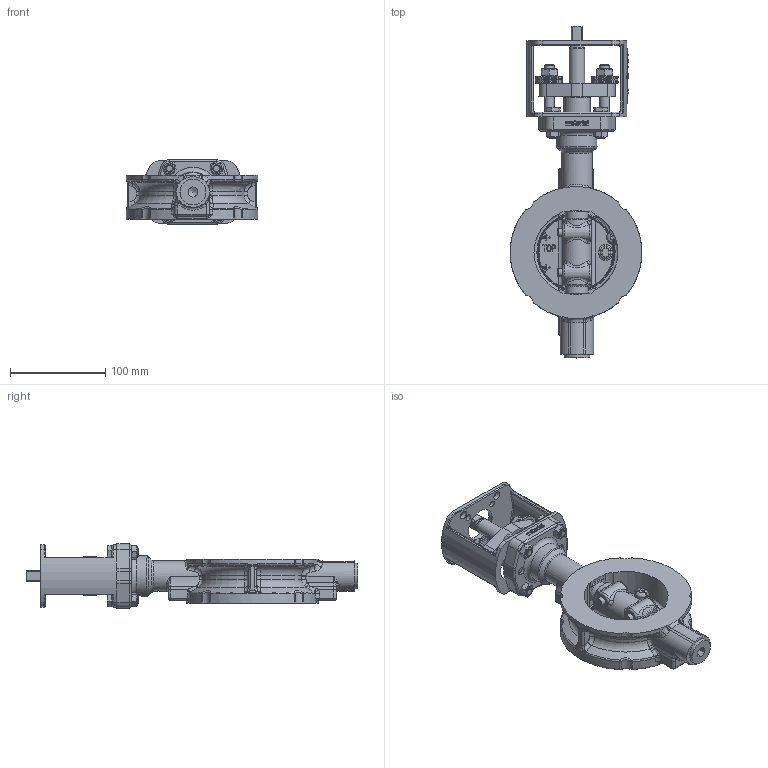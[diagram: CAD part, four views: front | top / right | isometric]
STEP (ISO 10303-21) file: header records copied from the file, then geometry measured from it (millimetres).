
FILE_DESCRIPTION(/* description */ (''),/* implementation_level */ '2;1');
FILE_NAME(/* name */ 'HP111 DN80 PN10-40.stp',/* time_stamp */ '2016-10-24T13:22:36+02:00',/* author */ ('Hellwig'),/* organization */ (''),/* preprocessor_version */ 'ST-DEVELOPER v15.6',/* originating_system */ 'Autodesk Inventor 2015',/* authorisation */ '');
FILE_SCHEMA (('AUTOMOTIVE_DESIGN { 1 0 10303 214 3 1 1 }'));
Length unit declared in the file: centimetre
Products named in the file (1): M39854
Bounding box: 138 x 347.7 x 68.5 mm (x, y, z)
Volume: 7363 mm3; surface area: 237670.6 mm2
Topology: 23 solids, 25 shells, 1971 faces, 4917 edges, 3056 vertices
Faces by surface type: plane 643, bspline 574, cylinder 426, torus 158, cone 154, sphere 16
Full cylindrical faces by diameter (mm): 4.134 x6, 5 x2, 5.5 x2, 6.6 x8, 7.323 x4, 8 x10, 8.1 x2, 8.376 x2, 8.5 x2, 9 x8, 9.2 x2, 10 x8, 10.2 x12, 11 x2, 11.4 x4, 15.3 x1, 16 x2, 16.05 x3, 16.1 x1, 16.2 x4, 18.1 x1, 19.1 x3, 19.15 x2, 20.376 x2, 22 x1, 24.2 x2, 27 x1, 27.2 x1, 27.8 x1, 27.9 x1
Entity records: 102934 total; most frequent: CARTESIAN_POINT 59182, ORIENTED_EDGE 9022, DIRECTION 7309, EDGE_CURVE 4499, VERTEX_POINT 2973, AXIS2_PLACEMENT_3D 2873, EDGE_LOOP 2448, STYLED_ITEM 1972
